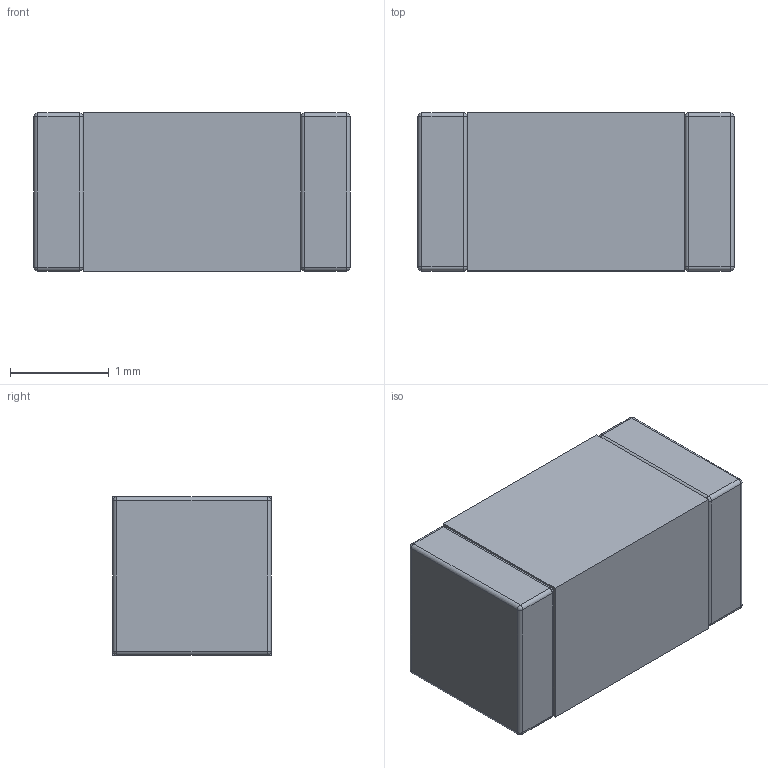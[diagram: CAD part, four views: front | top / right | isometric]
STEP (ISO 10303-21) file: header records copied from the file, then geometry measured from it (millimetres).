
FILE_DESCRIPTION(/* description */ (''),/* implementation_level */ '2;1');
FILE_NAME(/* name */ 'Capacitor-1206.step',/* time_stamp */ '2021-12-01T14:49:33-05:00',/* author */ (''),/* organization */ (''),/* preprocessor_version */ 'ST-DEVELOPER v18.1',/* originating_system */ 'Autodesk Translation Framework v10.10.0.1391',/* authorisation */ '');
FILE_SCHEMA (('AUTOMOTIVE_DESIGN { 1 0 10303 214 3 1 1 }'));
Length unit declared in the file: inch
Products named in the file (1): Model
Bounding box: 3.2 x 1.6 x 1.6 mm (x, y, z)
Volume: 8.2 mm3; surface area: 35.3 mm2
Topology: 3 solids, 3 shells, 58 faces, 108 edges, 56 vertices
Faces by surface type: cylinder 24, plane 18, sphere 16
Entity records: 1443 total; most frequent: DIRECTION 274, CARTESIAN_POINT 223, ORIENTED_EDGE 216, EDGE_CURVE 108, AXIS2_PLACEMENT_3D 107, LINE 60, VECTOR 60, FACE_OUTER_BOUND 58
